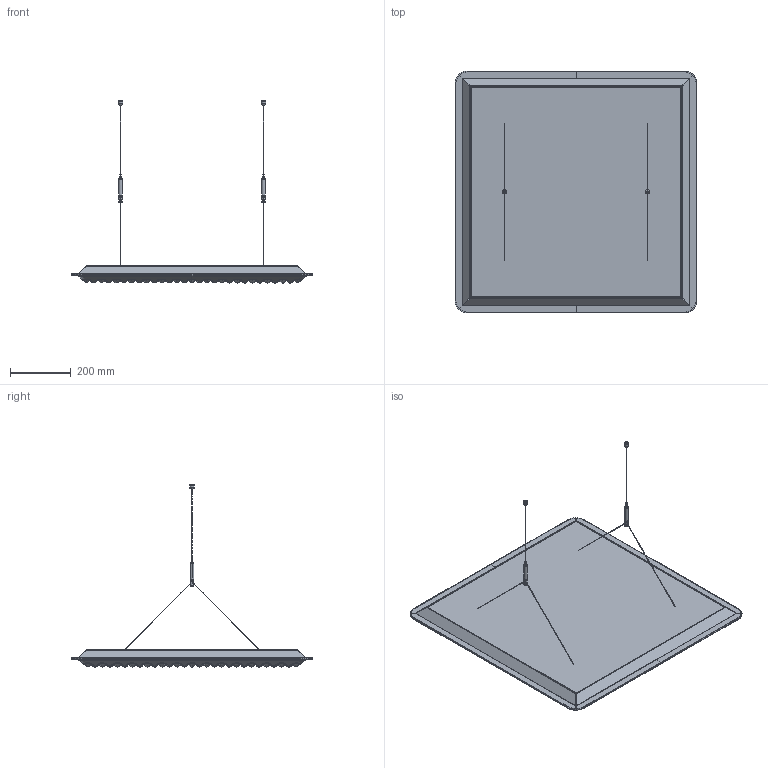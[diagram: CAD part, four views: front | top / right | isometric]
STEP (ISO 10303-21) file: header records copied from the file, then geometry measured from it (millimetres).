
FILE_DESCRIPTION(/* description */ (''),/* implementation_level */ '2;1');
FILE_NAME(/* name */ 'EGGBOARD 800x800 acoustic_1',/* time_stamp */ '2018-01-31T19:28:13+01:00',/* author */ (''),/* organization */ (''),/* preprocessor_version */ 'ST-DEVELOPER v15',/* originating_system */ '',/* authorisation */ '');
FILE_SCHEMA (('AUTOMOTIVE_DESIGN'));
Length unit declared in the file: millimetre
Products named in the file (1): Document
Bounding box: 795.31 x 795 x 598.78 mm (x, y, z)
Volume: 6665380.3 mm3; surface area: 2110327.4 mm2
Topology: 6 solids, 33 shells, 1412 faces, 3740 edges, 2360 vertices
Faces by surface type: bspline 750, plane 662
Entity records: 88130 total; most frequent: CARTESIAN_POINT 65152, ORIENTED_EDGE 7344, EDGE_CURVE 3753, B_SPLINE_CURVE_WITH_KNOTS 2827, VERTEX_POINT 2360, EDGE_LOOP 1433, ADVANCED_FACE 1406, FACE_OUTER_BOUND 1406
